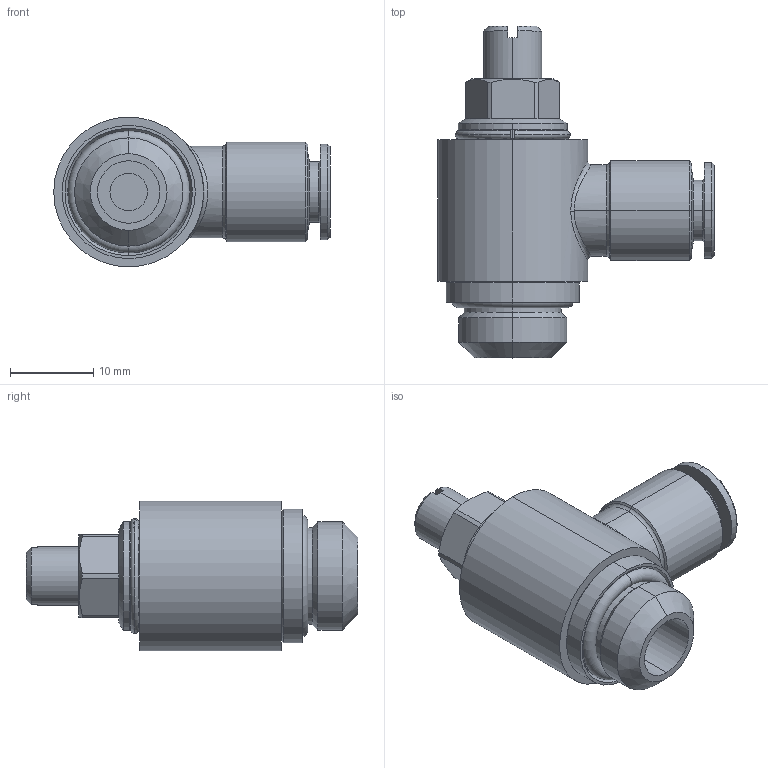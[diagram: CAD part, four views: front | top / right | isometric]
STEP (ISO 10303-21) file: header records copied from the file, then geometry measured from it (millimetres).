
FILE_DESCRIPTION (( 'STEP AP203' ), '1' );
FILE_NAME ('04080C32.STEP', '2010-03-31T06:38:10', ( '' ), ( 'sopra-pneumatic' ), 'SwSTEP 2.0', 'SolidWorks 2009', '' );
FILE_SCHEMA (( 'CONFIG_CONTROL_DESIGN' ));
Length unit declared in the file: millimetre
Products named in the file (1): 04080C32
Bounding box: 33.2 x 39.86 x 18 mm (x, y, z)
Volume: 7375.6 mm3; surface area: 3942 mm2
Topology: 3 solids, 3 shells, 110 faces, 235 edges, 142 vertices
Faces by surface type: cylinder 40, plane 32, cone 28, torus 8, bspline 2
Entity records: 4312 total; most frequent: CARTESIAN_POINT 1815, DIRECTION 549, ORIENTED_EDGE 470, EDGE_CURVE 235, AXIS2_PLACEMENT_3D 234, VERTEX_POINT 142, CIRCLE 125, EDGE_LOOP 123
